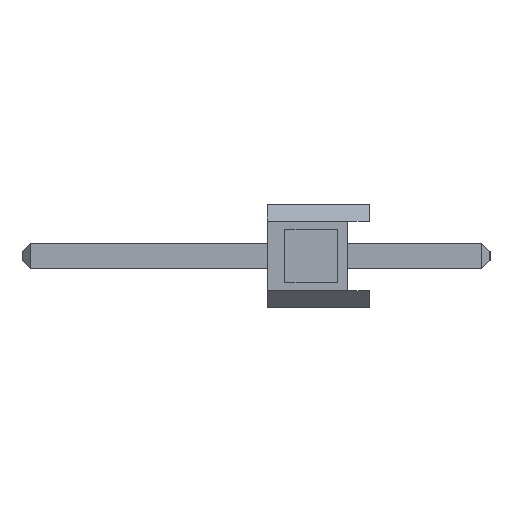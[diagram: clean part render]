
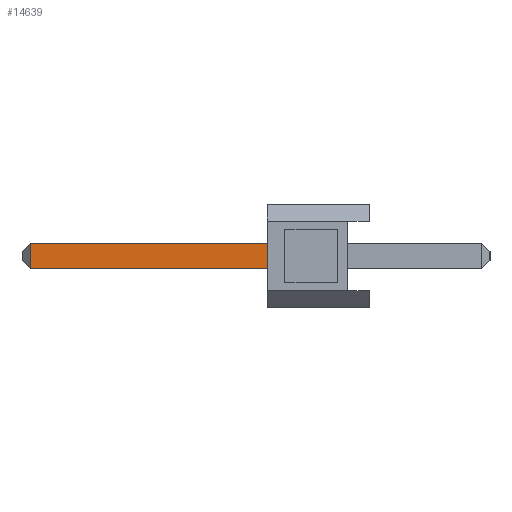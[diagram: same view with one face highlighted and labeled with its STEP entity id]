
A CAD part, left-side view. The second image highlights one B-rep face of the part: STEP entity #14639.
In plain terms, the highlighted planar face has unit normal (-1, 0, 0).
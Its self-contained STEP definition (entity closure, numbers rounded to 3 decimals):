
#2068 = ORIENTED_EDGE ( 'NONE', *, *, #11423, .T. ) ;
#2211 = CARTESIAN_POINT ( 'NONE',  ( -0.32, -3., -0.32 ) ) ;
#3025 = DIRECTION ( 'NONE',  ( 0., 0., -1. ) ) ;
#4049 = CARTESIAN_POINT ( 'NONE',  ( -0.32, 8.44, 0.32 ) ) ;
#4342 = CARTESIAN_POINT ( 'NONE',  ( -0.32, 2.54, 0.32 ) ) ;
#5315 = DIRECTION ( 'NONE',  ( -1., 0., 0. ) ) ;
#6956 = CARTESIAN_POINT ( 'NONE',  ( -0.32, -3., 0.32 ) ) ;
#7391 = EDGE_CURVE ( 'NONE', #10120, #18099, #14573, .T. ) ;
#7583 = ORIENTED_EDGE ( 'NONE', *, *, #17417, .F. ) ;
#7729 = CARTESIAN_POINT ( 'NONE',  ( -0.32, 2.54, -0.32 ) ) ;
#8644 = DIRECTION ( 'NONE',  ( 0., 1., 0. ) ) ;
#9110 = EDGE_LOOP ( 'NONE', ( #19237, #2068, #13704, #7583 ) ) ;
#9727 = DIRECTION ( 'NONE',  ( 0., 1., 0. ) ) ;
#9964 = EDGE_CURVE ( 'NONE', #18302, #11443, #16586, .T. ) ;
#9989 = VECTOR ( 'NONE', #9727, 1000. ) ;
#10120 = VERTEX_POINT ( 'NONE', #4342 ) ;
#10645 = DIRECTION ( 'NONE',  ( 0., 0., -1. ) ) ;
#10782 = CARTESIAN_POINT ( 'NONE',  ( -0.32, 8.44, -0.32 ) ) ;
#11423 = EDGE_CURVE ( 'NONE', #18099, #11443, #15469, .T. ) ;
#11443 = VERTEX_POINT ( 'NONE', #18095 ) ;
#11695 = VECTOR ( 'NONE', #8644, 1000. ) ;
#11914 = VECTOR ( 'NONE', #10645, 1000. ) ;
#12587 = VECTOR ( 'NONE', #3025, 1000. ) ;
#12731 = AXIS2_PLACEMENT_3D ( 'NONE', #2211, #5315, #17440 ) ;
#13543 = CARTESIAN_POINT ( 'NONE',  ( -0.32, 2.54, 0. ) ) ;
#13704 = ORIENTED_EDGE ( 'NONE', *, *, #9964, .F. ) ;
#14573 = LINE ( 'NONE', #6956, #11695 ) ;
#14639 = ADVANCED_FACE ( 'NONE', ( #17671 ), #18939, .T. ) ;
#15469 = LINE ( 'NONE', #10782, #11914 ) ;
#15763 = CARTESIAN_POINT ( 'NONE',  ( -0.32, -3., -0.32 ) ) ;
#16586 = LINE ( 'NONE', #15763, #9989 ) ;
#16816 = LINE ( 'NONE', #13543, #12587 ) ;
#17417 = EDGE_CURVE ( 'NONE', #10120, #18302, #16816, .T. ) ;
#17440 = DIRECTION ( 'NONE',  ( 0., 0., 1. ) ) ;
#17671 = FACE_OUTER_BOUND ( 'NONE', #9110, .T. ) ;
#18095 = CARTESIAN_POINT ( 'NONE',  ( -0.32, 8.44, -0.32 ) ) ;
#18099 = VERTEX_POINT ( 'NONE', #4049 ) ;
#18302 = VERTEX_POINT ( 'NONE', #7729 ) ;
#18939 = PLANE ( 'NONE',  #12731 ) ;
#19237 = ORIENTED_EDGE ( 'NONE', *, *, #7391, .T. ) ;
